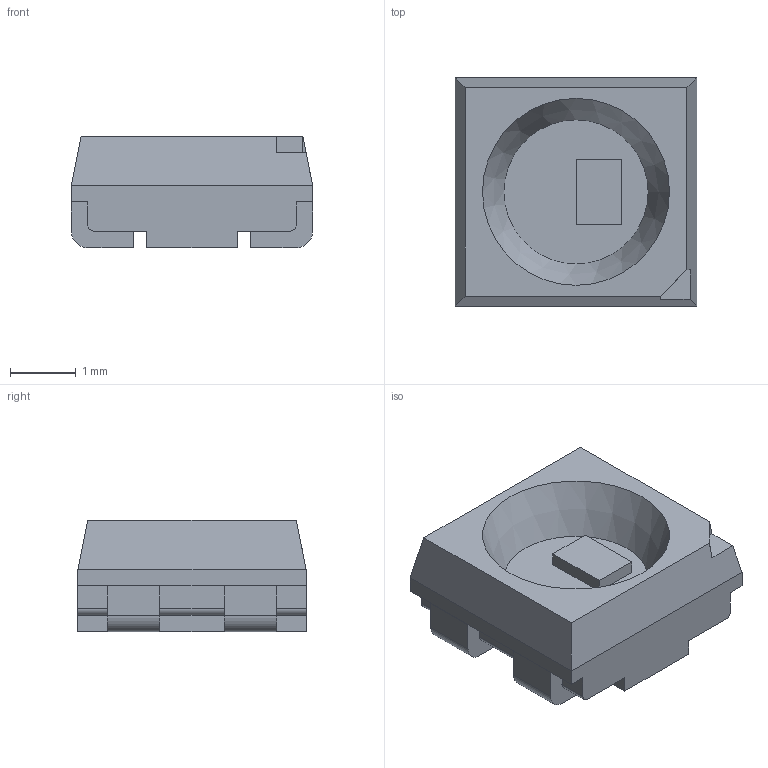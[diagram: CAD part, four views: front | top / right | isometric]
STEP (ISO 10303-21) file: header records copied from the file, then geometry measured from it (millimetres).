
FILE_DESCRIPTION(/* description */ (''),/* implementation_level */ '2;1');
FILE_NAME(/* name */ 'WS2812B-Mini.step',/* time_stamp */ '2023-05-07T17:46:22+02:00',/* author */ (''),/* organization */ (''),/* preprocessor_version */ 'ST-DEVELOPER v19.2',/* originating_system */ 'Autodesk Translation Framework v12.4.0.73',/* authorisation */ '');
FILE_SCHEMA (('AUTOMOTIVE_DESIGN { 1 0 10303 214 3 1 1 }'));
Length unit declared in the file: millimetre
Products named in the file (1): WS2812B-Mini
Bounding box: 3.68 x 3.48 x 1.7 mm (x, y, z)
Volume: 15.2 mm3; surface area: 65.8 mm2
Topology: 6 solids, 6 shells, 76 faces, 179 edges, 118 vertices
Faces by surface type: plane 63, cylinder 11, cone 2
Full cylindrical faces by diameter (mm): 0.45 x1
Entity records: 2206 total; most frequent: CARTESIAN_POINT 374, DIRECTION 359, ORIENTED_EDGE 358, EDGE_CURVE 179, LINE 153, VECTOR 153, VERTEX_POINT 118, AXIS2_PLACEMENT_3D 103
